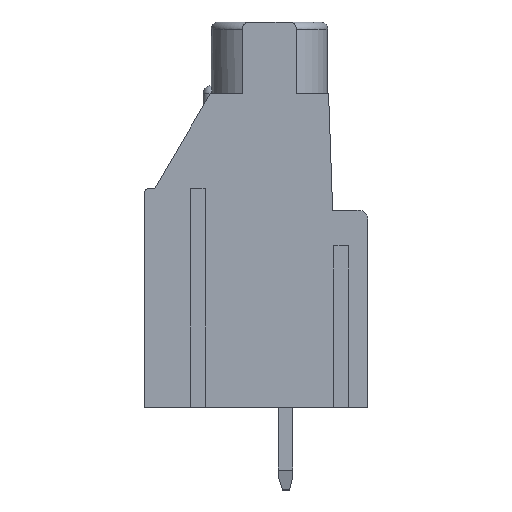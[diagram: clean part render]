
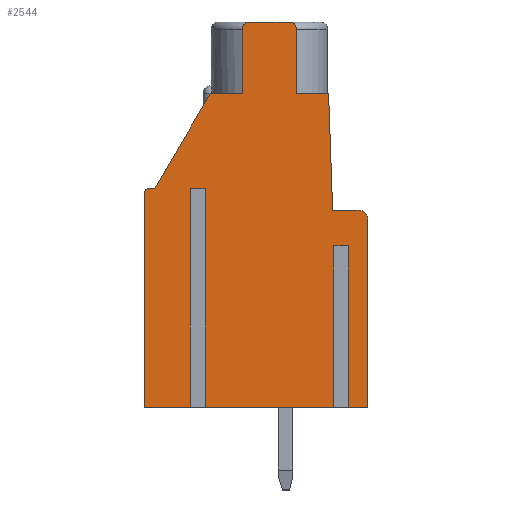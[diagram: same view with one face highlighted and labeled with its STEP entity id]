
A CAD part, top view. The second image highlights one B-rep face of the part: STEP entity #2544.
In plain terms, the highlighted planar face has unit normal (0, 0, 1).
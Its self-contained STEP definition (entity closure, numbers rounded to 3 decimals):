
#27=DIRECTION('',(-1.,0.,0.));
#28=VECTOR('',#27,0.82);
#29=CARTESIAN_POINT('',(-2.09,1.2,11.43));
#30=LINE('',#29,#28);
#31=DIRECTION('',(0.,1.,0.));
#32=VECTOR('',#31,12.2);
#33=CARTESIAN_POINT('',(-2.91,-11.,11.43));
#34=LINE('',#33,#32);
#35=DIRECTION('',(1.,0.,0.));
#36=VECTOR('',#35,2.59);
#37=CARTESIAN_POINT('',(-5.5,-11.,11.43));
#38=LINE('',#37,#36);
#39=DIRECTION('',(0.,-1.,0.));
#40=VECTOR('',#39,11.9);
#41=CARTESIAN_POINT('',(-5.5,0.9,11.43));
#42=LINE('',#41,#40);
#43=CARTESIAN_POINT('',(-5.2,0.9,11.43));
#44=DIRECTION('',(0.,0.,1.));
#45=DIRECTION('',(0.,1.,0.));
#46=AXIS2_PLACEMENT_3D('',#43,#44,#45);
#48=DIRECTION('',(-1.,0.,0.));
#49=VECTOR('',#48,0.3);
#50=CARTESIAN_POINT('',(-4.9,1.2,11.43));
#51=LINE('',#50,#49);
#52=DIRECTION('',(-0.505,-0.863,0.));
#53=VECTOR('',#52,6.14);
#54=CARTESIAN_POINT('',(-1.8,6.5,11.43));
#55=LINE('',#54,#53);
#56=DIRECTION('',(-1.,0.,0.));
#57=VECTOR('',#56,1.8);
#58=CARTESIAN_POINT('',(0.,6.5,11.43));
#59=LINE('',#58,#57);
#60=DIRECTION('',(0.,-1.,0.));
#61=VECTOR('',#60,3.6);
#62=CARTESIAN_POINT('',(0.,10.1,11.43));
#63=LINE('',#62,#61);
#64=CARTESIAN_POINT('',(0.4,10.1,11.43));
#65=DIRECTION('',(0.,0.,1.));
#66=DIRECTION('',(0.,1.,0.));
#67=AXIS2_PLACEMENT_3D('',#64,#65,#66);
#69=DIRECTION('',(-1.,0.,0.));
#70=VECTOR('',#69,2.2);
#71=CARTESIAN_POINT('',(2.6,10.5,11.43));
#72=LINE('',#71,#70);
#73=CARTESIAN_POINT('',(2.6,10.1,11.43));
#74=DIRECTION('',(0.,0.,1.));
#75=DIRECTION('',(1.,0.,0.));
#76=AXIS2_PLACEMENT_3D('',#73,#74,#75);
#78=DIRECTION('',(0.,1.,0.));
#79=VECTOR('',#78,3.6);
#80=CARTESIAN_POINT('',(3.,6.5,11.43));
#81=LINE('',#80,#79);
#82=DIRECTION('',(-1.,0.,0.));
#83=VECTOR('',#82,1.8);
#84=CARTESIAN_POINT('',(4.8,6.5,11.43));
#85=LINE('',#84,#83);
#86=DIRECTION('',(-0.035,0.999,0.));
#87=VECTOR('',#86,6.504);
#88=CARTESIAN_POINT('',(5.027,0.,11.43));
#89=LINE('',#88,#87);
#90=DIRECTION('',(-1.,0.,0.));
#91=VECTOR('',#90,1.473);
#92=CARTESIAN_POINT('',(6.5,0.,11.43));
#93=LINE('',#92,#91);
#94=CARTESIAN_POINT('',(6.5,-0.5,11.43));
#95=DIRECTION('',(0.,0.,1.));
#96=DIRECTION('',(1.,0.,0.));
#97=AXIS2_PLACEMENT_3D('',#94,#95,#96);
#99=DIRECTION('',(0.,1.,0.));
#100=VECTOR('',#99,10.5);
#101=CARTESIAN_POINT('',(7.,-11.,11.43));
#102=LINE('',#101,#100);
#103=DIRECTION('',(1.,0.,0.));
#104=VECTOR('',#103,1.09);
#105=CARTESIAN_POINT('',(5.91,-11.,11.43));
#106=LINE('',#105,#104);
#107=DIRECTION('',(0.,1.,0.));
#108=VECTOR('',#107,9.);
#109=CARTESIAN_POINT('',(5.91,-11.,11.43));
#110=LINE('',#109,#108);
#111=DIRECTION('',(-1.,0.,0.));
#112=VECTOR('',#111,0.82);
#113=CARTESIAN_POINT('',(5.91,-2.,11.43));
#114=LINE('',#113,#112);
#115=DIRECTION('',(0.,1.,0.));
#116=VECTOR('',#115,9.);
#117=CARTESIAN_POINT('',(5.09,-11.,11.43));
#118=LINE('',#117,#116);
#119=DIRECTION('',(1.,0.,0.));
#120=VECTOR('',#119,7.18);
#121=CARTESIAN_POINT('',(-2.09,-11.,11.43));
#122=LINE('',#121,#120);
#123=DIRECTION('',(0.,1.,0.));
#124=VECTOR('',#123,12.2);
#125=CARTESIAN_POINT('',(-2.09,-11.,11.43));
#126=LINE('',#125,#124);
#1971=CARTESIAN_POINT('',(7.,-11.,11.43));
#1972=CARTESIAN_POINT('',(7.,-0.5,11.43));
#1973=VERTEX_POINT('',#1971);
#1974=VERTEX_POINT('',#1972);
#1975=CARTESIAN_POINT('',(6.5,0.,11.43));
#1976=VERTEX_POINT('',#1975);
#1977=CARTESIAN_POINT('',(5.027,0.,11.43));
#1978=VERTEX_POINT('',#1977);
#1979=CARTESIAN_POINT('',(4.8,6.5,11.43));
#1980=VERTEX_POINT('',#1979);
#1981=CARTESIAN_POINT('',(3.,6.5,11.43));
#1982=VERTEX_POINT('',#1981);
#1983=CARTESIAN_POINT('',(3.,10.1,11.43));
#1984=VERTEX_POINT('',#1983);
#1985=CARTESIAN_POINT('',(2.6,10.5,11.43));
#1986=VERTEX_POINT('',#1985);
#1987=CARTESIAN_POINT('',(0.4,10.5,11.43));
#1988=VERTEX_POINT('',#1987);
#1989=CARTESIAN_POINT('',(0.,10.1,11.43));
#1990=VERTEX_POINT('',#1989);
#1991=CARTESIAN_POINT('',(0.,6.5,11.43));
#1992=VERTEX_POINT('',#1991);
#1993=CARTESIAN_POINT('',(-1.8,6.5,11.43));
#1994=VERTEX_POINT('',#1993);
#1995=CARTESIAN_POINT('',(-4.9,1.2,11.43));
#1996=VERTEX_POINT('',#1995);
#1997=CARTESIAN_POINT('',(-5.2,1.2,11.43));
#1998=VERTEX_POINT('',#1997);
#1999=CARTESIAN_POINT('',(-5.5,0.9,11.43));
#2000=VERTEX_POINT('',#1999);
#2001=CARTESIAN_POINT('',(-5.5,-11.,11.43));
#2002=VERTEX_POINT('',#2001);
#2123=CARTESIAN_POINT('',(5.91,-2.,11.43));
#2124=CARTESIAN_POINT('',(5.09,-2.,11.43));
#2125=VERTEX_POINT('',#2123);
#2126=VERTEX_POINT('',#2124);
#2127=CARTESIAN_POINT('',(5.09,-11.,11.43));
#2128=VERTEX_POINT('',#2127);
#2129=CARTESIAN_POINT('',(5.91,-11.,11.43));
#2130=VERTEX_POINT('',#2129);
#2147=CARTESIAN_POINT('',(-2.09,1.2,11.43));
#2148=CARTESIAN_POINT('',(-2.91,1.2,11.43));
#2149=VERTEX_POINT('',#2147);
#2150=VERTEX_POINT('',#2148);
#2151=CARTESIAN_POINT('',(-2.09,-11.,11.43));
#2152=VERTEX_POINT('',#2151);
#2153=CARTESIAN_POINT('',(-2.91,-11.,11.43));
#2154=VERTEX_POINT('',#2153);
#2489=CARTESIAN_POINT('',(0.,0.,11.43));
#2490=DIRECTION('',(0.,0.,1.));
#2491=DIRECTION('',(1.,0.,0.));
#2492=AXIS2_PLACEMENT_3D('',#2489,#2490,#2491);
#2493=PLANE('',#2492);
#2495=ORIENTED_EDGE('',*,*,#2494,.T.);
#2497=ORIENTED_EDGE('',*,*,#2496,.F.);
#2499=ORIENTED_EDGE('',*,*,#2498,.F.);
#2501=ORIENTED_EDGE('',*,*,#2500,.F.);
#2503=ORIENTED_EDGE('',*,*,#2502,.F.);
#2505=ORIENTED_EDGE('',*,*,#2504,.F.);
#2507=ORIENTED_EDGE('',*,*,#2506,.F.);
#2509=ORIENTED_EDGE('',*,*,#2508,.F.);
#2511=ORIENTED_EDGE('',*,*,#2510,.F.);
#2513=ORIENTED_EDGE('',*,*,#2512,.F.);
#2515=ORIENTED_EDGE('',*,*,#2514,.F.);
#2517=ORIENTED_EDGE('',*,*,#2516,.F.);
#2519=ORIENTED_EDGE('',*,*,#2518,.F.);
#2521=ORIENTED_EDGE('',*,*,#2520,.F.);
#2523=ORIENTED_EDGE('',*,*,#2522,.F.);
#2525=ORIENTED_EDGE('',*,*,#2524,.F.);
#2527=ORIENTED_EDGE('',*,*,#2526,.F.);
#2529=ORIENTED_EDGE('',*,*,#2528,.F.);
#2531=ORIENTED_EDGE('',*,*,#2530,.F.);
#2533=ORIENTED_EDGE('',*,*,#2532,.T.);
#2535=ORIENTED_EDGE('',*,*,#2534,.T.);
#2537=ORIENTED_EDGE('',*,*,#2536,.F.);
#2539=ORIENTED_EDGE('',*,*,#2538,.F.);
#2541=ORIENTED_EDGE('',*,*,#2540,.T.);
#2542=EDGE_LOOP('',(#2495,#2497,#2499,#2501,#2503,#2505,#2507,#2509,#2511,#2513,
#2515,#2517,#2519,#2521,#2523,#2525,#2527,#2529,#2531,#2533,#2535,#2537,#2539,
#2541));
#2543=FACE_OUTER_BOUND('',#2542,.F.);
#47=CIRCLE('',#46,0.3);
#68=CIRCLE('',#67,0.4);
#77=CIRCLE('',#76,0.4);
#98=CIRCLE('',#97,0.5);
#2494=EDGE_CURVE('',#2149,#2150,#30,.T.);
#2496=EDGE_CURVE('',#2154,#2150,#34,.T.);
#2498=EDGE_CURVE('',#2002,#2154,#38,.T.);
#2500=EDGE_CURVE('',#2000,#2002,#42,.T.);
#2502=EDGE_CURVE('',#1998,#2000,#47,.T.);
#2504=EDGE_CURVE('',#1996,#1998,#51,.T.);
#2506=EDGE_CURVE('',#1994,#1996,#55,.T.);
#2508=EDGE_CURVE('',#1992,#1994,#59,.T.);
#2510=EDGE_CURVE('',#1990,#1992,#63,.T.);
#2512=EDGE_CURVE('',#1988,#1990,#68,.T.);
#2514=EDGE_CURVE('',#1986,#1988,#72,.T.);
#2516=EDGE_CURVE('',#1984,#1986,#77,.T.);
#2518=EDGE_CURVE('',#1982,#1984,#81,.T.);
#2520=EDGE_CURVE('',#1980,#1982,#85,.T.);
#2522=EDGE_CURVE('',#1978,#1980,#89,.T.);
#2524=EDGE_CURVE('',#1976,#1978,#93,.T.);
#2526=EDGE_CURVE('',#1974,#1976,#98,.T.);
#2528=EDGE_CURVE('',#1973,#1974,#102,.T.);
#2530=EDGE_CURVE('',#2130,#1973,#106,.T.);
#2532=EDGE_CURVE('',#2130,#2125,#110,.T.);
#2534=EDGE_CURVE('',#2125,#2126,#114,.T.);
#2536=EDGE_CURVE('',#2128,#2126,#118,.T.);
#2538=EDGE_CURVE('',#2152,#2128,#122,.T.);
#2540=EDGE_CURVE('',#2152,#2149,#126,.T.);
#2544=ADVANCED_FACE('',(#2543),#2493,.T.);
